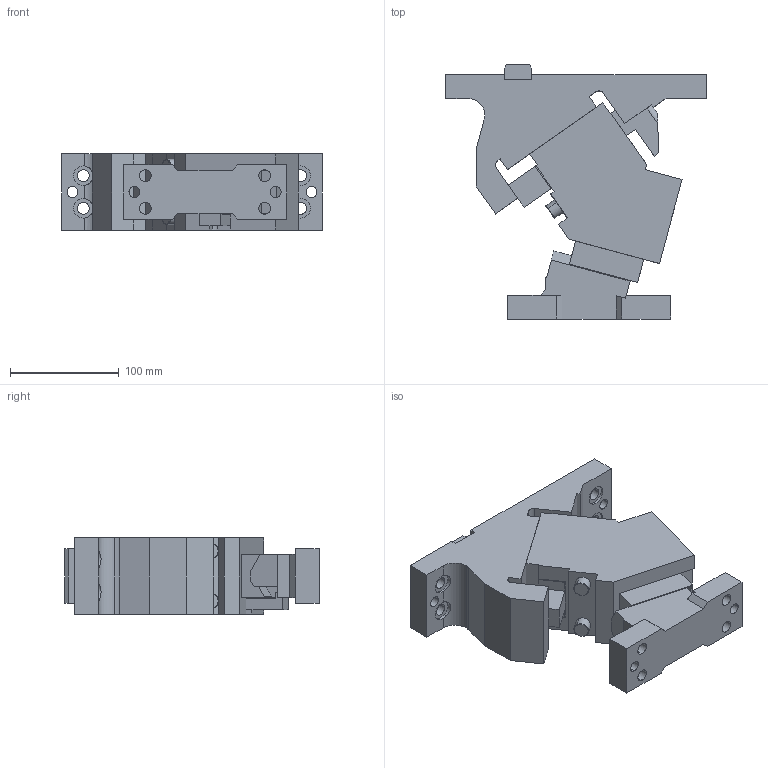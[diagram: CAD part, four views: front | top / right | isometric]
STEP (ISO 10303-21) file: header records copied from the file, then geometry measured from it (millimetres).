
FILE_DESCRIPTION(('CATIA V5 STEP Exchange'),'2;1');
FILE_NAME('CACN_70_15.stp','2015-04-23T08:57:07+00:00',('none'),('none'),'CATIA Version 5 Release 19 SP 2 (IN-10)','CATIA V5 STEP AP203','none');
FILE_SCHEMA(('CONFIG_CONTROL_DESIGN'));
Length unit declared in the file: millimetre
Products named in the file (1): CACN_70_15
Bounding box: 240 x 234 x 70 mm (x, y, z)
Volume: 1846995.1 mm3; surface area: 208742.6 mm2
Topology: 3 solids, 5 shells, 253 faces, 689 edges, 450 vertices
Faces by surface type: plane 172, cylinder 71, cone 6, torus 4
Entity records: 8441 total; most frequent: CARTESIAN_POINT 2173, ORIENTED_EDGE 1366, DIRECTION 1097, EDGE_CURVE 683, VECTOR 517, LINE 517, VERTEX_POINT 450, AXIS2_PLACEMENT_3D 352
